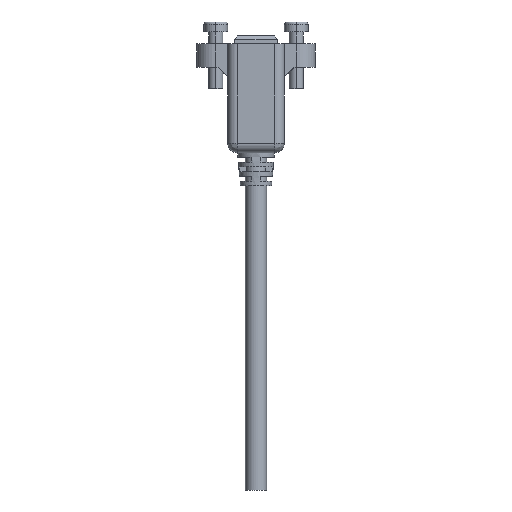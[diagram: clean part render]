
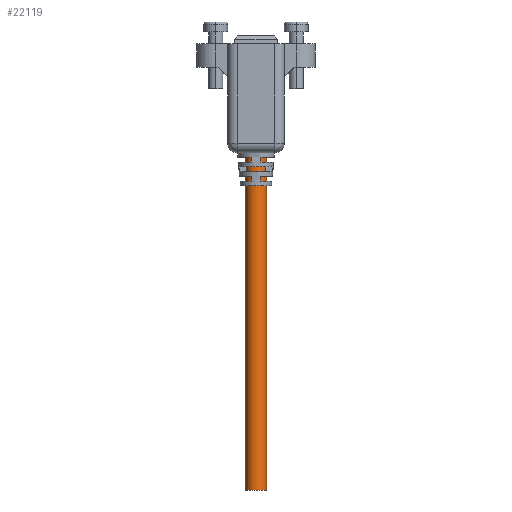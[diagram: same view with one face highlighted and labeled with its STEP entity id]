
A CAD part, front view. The second image highlights one B-rep face of the part: STEP entity #22119.
In plain terms, the highlighted cylindrical face has radius 2.25 mm (diameter 4.5 mm), a partial arc.
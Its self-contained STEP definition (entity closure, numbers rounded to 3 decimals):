
#582 = CARTESIAN_POINT ( 'NONE',  ( -1.502, -0.229, 209.439 ) ) ;
#731 = EDGE_CURVE ( 'NONE', #1382, #18709, #14155, .T. ) ;
#793 = ORIENTED_EDGE ( 'NONE', *, *, #731, .T. ) ;
#1214 = VERTEX_POINT ( 'NONE', #23042 ) ;
#1382 = VERTEX_POINT ( 'NONE', #5883 ) ;
#1608 = FACE_OUTER_BOUND ( 'NONE', #13975, .T. ) ;
#3410 = LINE ( 'NONE', #13436, #23938 ) ;
#3428 = DIRECTION ( 'NONE',  ( -1., 0., 0. ) ) ;
#5256 = AXIS2_PLACEMENT_3D ( 'NONE', #582, #8505, #22688 ) ;
#5883 = CARTESIAN_POINT ( 'NONE',  ( 0.748, -0.229, -24.112 ) ) ;
#7611 = EDGE_CURVE ( 'NONE', #18709, #1214, #13687, .T. ) ;
#8505 = DIRECTION ( 'NONE',  ( 0., 0., -1. ) ) ;
#9808 = CARTESIAN_POINT ( 'NONE',  ( 0.748, -0.229, -95.361 ) ) ;
#9866 = ORIENTED_EDGE ( 'NONE', *, *, #17947, .T. ) ;
#10058 = DIRECTION ( 'NONE',  ( -1., 0., 0. ) ) ;
#11313 = ORIENTED_EDGE ( 'NONE', *, *, #11897, .F. ) ;
#11897 = EDGE_CURVE ( 'NONE', #1382, #22054, #3410, .T. ) ;
#12101 = CARTESIAN_POINT ( 'NONE',  ( -3.752, -0.229, 209.439 ) ) ;
#13126 = AXIS2_PLACEMENT_3D ( 'NONE', #19792, #19872, #10058 ) ;
#13436 = CARTESIAN_POINT ( 'NONE',  ( 0.748, -0.229, 209.439 ) ) ;
#13687 = LINE ( 'NONE', #12101, #20421 ) ;
#13975 = EDGE_LOOP ( 'NONE', ( #11313, #793, #20597, #9866 ) ) ;
#14155 = CIRCLE ( 'NONE', #18974, 2.25 ) ;
#15110 = DIRECTION ( 'NONE',  ( 0., 0., -1. ) ) ;
#17947 = EDGE_CURVE ( 'NONE', #1214, #22054, #23498, .T. ) ;
#18709 = VERTEX_POINT ( 'NONE', #19329 ) ;
#18974 = AXIS2_PLACEMENT_3D ( 'NONE', #20881, #15110, #3428 ) ;
#19190 = DIRECTION ( 'NONE',  ( 0., 0., -1. ) ) ;
#19329 = CARTESIAN_POINT ( 'NONE',  ( -3.752, -0.229, -24.112 ) ) ;
#19792 = CARTESIAN_POINT ( 'NONE',  ( -1.502, -0.229, -95.361 ) ) ;
#19872 = DIRECTION ( 'NONE',  ( 0., 0., 1. ) ) ;
#20421 = VECTOR ( 'NONE', #23817, 1000. ) ;
#20597 = ORIENTED_EDGE ( 'NONE', *, *, #7611, .T. ) ;
#20881 = CARTESIAN_POINT ( 'NONE',  ( -1.502, -0.229, -24.112 ) ) ;
#22054 = VERTEX_POINT ( 'NONE', #9808 ) ;
#22119 = ADVANCED_FACE ( 'NONE', ( #1608 ), #23946, .T. ) ;
#22688 = DIRECTION ( 'NONE',  ( -1., 0., 0. ) ) ;
#23042 = CARTESIAN_POINT ( 'NONE',  ( -3.752, -0.229, -95.361 ) ) ;
#23498 = CIRCLE ( 'NONE', #13126, 2.25 ) ;
#23817 = DIRECTION ( 'NONE',  ( 0., 0., -1. ) ) ;
#23938 = VECTOR ( 'NONE', #19190, 1000. ) ;
#23946 = CYLINDRICAL_SURFACE ( 'NONE', #5256, 2.25 ) ;
